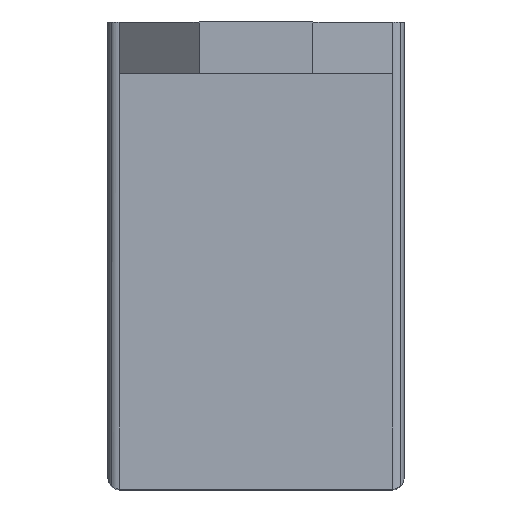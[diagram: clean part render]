
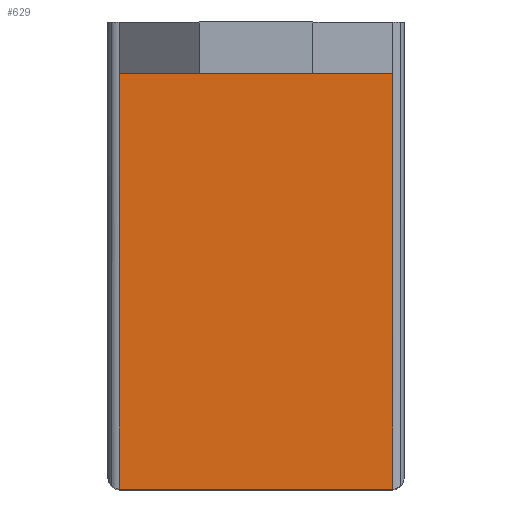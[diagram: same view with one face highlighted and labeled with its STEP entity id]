
A CAD part, top view. The second image highlights one B-rep face of the part: STEP entity #629.
In plain terms, the highlighted planar face has unit normal (0, 0, 1).
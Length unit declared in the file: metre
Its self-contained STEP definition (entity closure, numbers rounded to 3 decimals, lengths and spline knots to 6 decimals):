
#31 = AXIS2_PLACEMENT_3D ( 'NONE', #821, #974, #1408 ) ;
#37 = DIRECTION ( 'NONE',  ( -1., 0., 0. ) ) ;
#141 = VERTEX_POINT ( 'NONE', #1519 ) ;
#362 = CARTESIAN_POINT ( 'NONE',  ( -0.015063, 0., 0.028212 ) ) ;
#363 = EDGE_CURVE ( 'NONE', #807, #780, #1140, .T. ) ;
#380 = EDGE_CURVE ( 'NONE', #1821, #141, #1020, .T. ) ;
#393 = DIRECTION ( 'NONE',  ( -1., 0., 0. ) ) ;
#406 = EDGE_LOOP ( 'NONE', ( #1326, #1303, #1456, #875 ) ) ;
#597 = CARTESIAN_POINT ( 'NONE',  ( -0.014063, 0., 0.028212 ) ) ;
#629 = ADVANCED_FACE ( 'NONE', ( #664 ), #1270, .T. ) ;
#664 = FACE_OUTER_BOUND ( 'NONE', #406, .T. ) ;
#679 = VECTOR ( 'NONE', #1907, 1. ) ;
#771 = CARTESIAN_POINT ( 'NONE',  ( -0.01286, 0.0365, 0.028212 ) ) ;
#780 = VERTEX_POINT ( 'NONE', #1163 ) ;
#807 = VERTEX_POINT ( 'NONE', #1430 ) ;
#817 = LINE ( 'NONE', #362, #1054 ) ;
#821 = CARTESIAN_POINT ( 'NONE',  ( -0.015063, 0.003, 0.028212 ) ) ;
#875 = ORIENTED_EDGE ( 'NONE', *, *, #363, .F. ) ;
#919 = LINE ( 'NONE', #771, #1901 ) ;
#974 = DIRECTION ( 'NONE',  ( 0., 0., 1. ) ) ;
#992 = CARTESIAN_POINT ( 'NONE',  ( -0.014063, 0.003, 0.028212 ) ) ;
#1020 = LINE ( 'NONE', #992, #1345 ) ;
#1054 = VECTOR ( 'NONE', #393, 1. ) ;
#1140 = LINE ( 'NONE', #1329, #679 ) ;
#1163 = CARTESIAN_POINT ( 'NONE',  ( 0.009937, 0., 0.028212 ) ) ;
#1270 = PLANE ( 'NONE',  #31 ) ;
#1303 = ORIENTED_EDGE ( 'NONE', *, *, #380, .F. ) ;
#1326 = ORIENTED_EDGE ( 'NONE', *, *, #1792, .T. ) ;
#1329 = CARTESIAN_POINT ( 'NONE',  ( 0.009937, 0.003, 0.028212 ) ) ;
#1345 = VECTOR ( 'NONE', #1782, 1. ) ;
#1408 = DIRECTION ( 'NONE',  ( 1., 0., 0. ) ) ;
#1430 = CARTESIAN_POINT ( 'NONE',  ( 0.009937, 0.0365, 0.028212 ) ) ;
#1456 = ORIENTED_EDGE ( 'NONE', *, *, #1499, .F. ) ;
#1499 = EDGE_CURVE ( 'NONE', #780, #1821, #817, .T. ) ;
#1519 = CARTESIAN_POINT ( 'NONE',  ( -0.014063, 0.0365, 0.028212 ) ) ;
#1782 = DIRECTION ( 'NONE',  ( 0., 1., 0. ) ) ;
#1792 = EDGE_CURVE ( 'NONE', #807, #141, #919, .T. ) ;
#1821 = VERTEX_POINT ( 'NONE', #597 ) ;
#1901 = VECTOR ( 'NONE', #37, 1. ) ;
#1907 = DIRECTION ( 'NONE',  ( 0., -1., 0. ) ) ;
